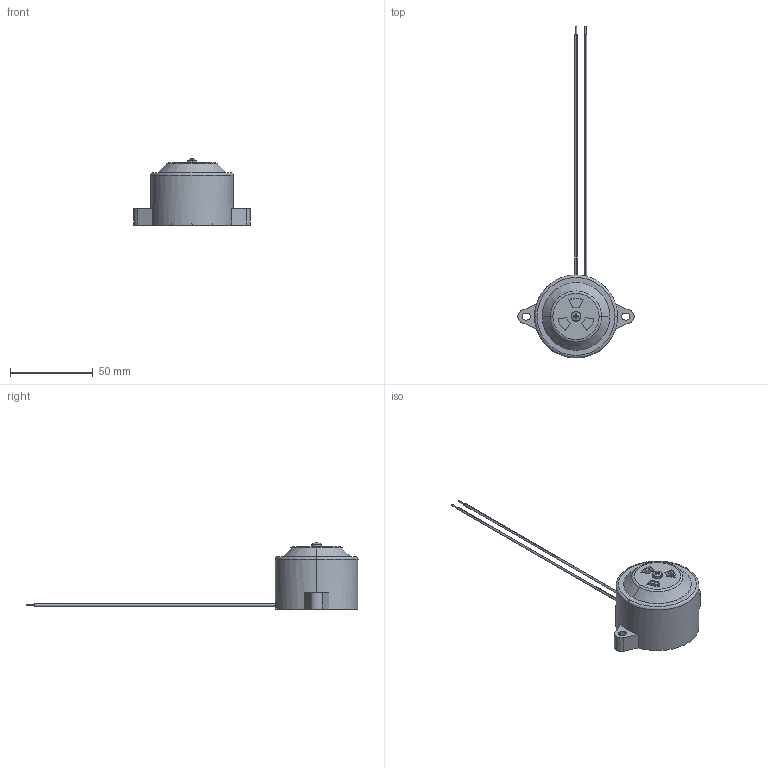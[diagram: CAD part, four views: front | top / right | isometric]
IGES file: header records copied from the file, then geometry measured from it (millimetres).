
Global section: file name: No Iges File Name specified; native system: Autodesk Inventor 2011; preprocessor: AutoDesk Inventor Iges Exporter R2011; author: Dunn; date: 20120112.092830; units: inch
Bounding box: 70 x 200 x 39.92 mm (x, y, z)
Volume: 15803.2 mm3; surface area: 30659.8 mm2
Topology: 5 solids, 5 shells, 203 faces, 541 edges, 354 vertices
Faces by surface type: plane 81, cylinder 49, revolution 35, torus 20, cone 12, bspline 5, sphere 1
